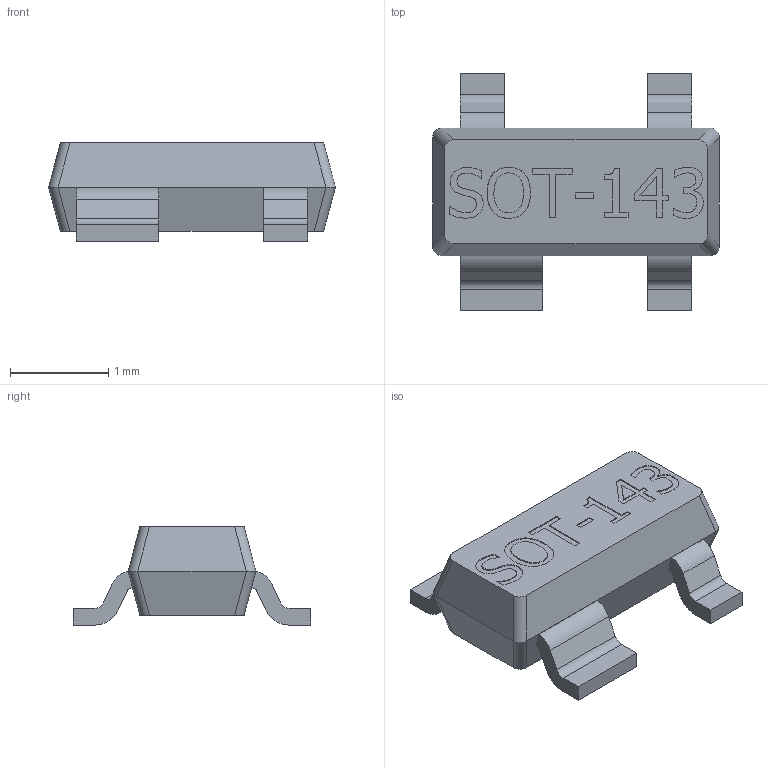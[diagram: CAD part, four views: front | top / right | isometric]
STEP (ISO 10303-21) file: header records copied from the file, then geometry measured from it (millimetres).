
FILE_DESCRIPTION(('FreeCAD Model'),'2;1');
FILE_NAME('User Library-SOT-143.step', '2017-03-08T23:03:32',('Author'),(''), 'Open CASCADE STEP processor 6.8','FreeCAD','Unknown');
FILE_SCHEMA(('AUTOMOTIVE_DESIGN_CC2 { 1 2 10303 214 -1 1 5 4 }'));
Length unit declared in the file: millimetre
Products named in the file (2): ASSEMBLY; User_Library-SOT-143
Assembly tree (1 placements, depth 2):
  ASSEMBLY
    User_Library-SOT-143
Bounding box: 2.92 x 2.42 x 1 mm (x, y, z)
Volume: 3.3 mm3; surface area: 17.5 mm2
Topology: 1 solids, 1 shells, 173 faces, 466 edges, 308 vertices
Faces by surface type: plane 99, bspline 50, cylinder 24
Entity records: 19590 total; most frequent: CARTESIAN_POINT 10091, DIRECTION 1148, ORIENTED_EDGE 932, PCURVE 932, DEFINITIONAL_REPRESENTATION 932, LINE 818, VECTOR 818, B_SPLINE_CURVE_WITH_KNOTS 496
